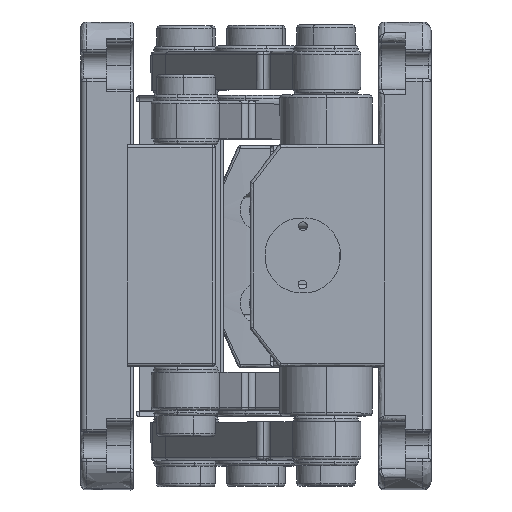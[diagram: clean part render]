
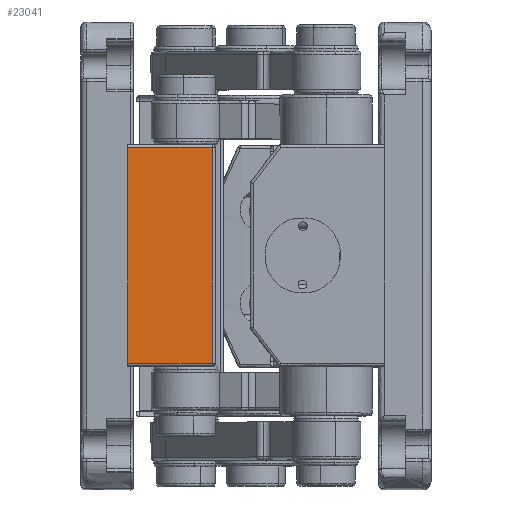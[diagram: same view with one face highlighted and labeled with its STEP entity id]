
A CAD part, top view. The second image highlights one B-rep face of the part: STEP entity #23041.
In plain terms, the highlighted free-form (B-spline) face has degree [1, 1] with [2, 2] control points.
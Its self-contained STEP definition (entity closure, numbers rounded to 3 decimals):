
#1394 = CARTESIAN_POINT ( 'NONE',  ( 8., 18.5, 60. ) ) ;
#4069 = CARTESIAN_POINT ( 'NONE',  ( 22.5, 18.5, 60. ) ) ;
#10494 = ORIENTED_EDGE ( 'NONE', *, *, #133951, .T. ) ;
#13309 = B_SPLINE_CURVE_WITH_KNOTS ( 'NONE', 1,
 ( #33458, #20004 ),
 .UNSPECIFIED., .F., .F.,
 ( 2, 2 ),
 ( 0., 1. ),
 .UNSPECIFIED. ) ;
#20004 = CARTESIAN_POINT ( 'NONE',  ( 8., 18.5, 60. ) ) ;
#23041 = ADVANCED_FACE ( 'NONE', ( #94132 ), #142951, .T. ) ;
#23958 = EDGE_CURVE ( 'NONE', #119125, #77341, #108913, .T. ) ;
#29725 = EDGE_CURVE ( 'NONE', #47117, #77341, #125177, .T. ) ;
#30113 = CARTESIAN_POINT ( 'NONE',  ( 22.5, -18.5, 60. ) ) ;
#30130 = B_SPLINE_CURVE_WITH_KNOTS ( 'NONE', 1,
 ( #30113, #153007 ),
 .UNSPECIFIED., .F., .F.,
 ( 2, 2 ),
 ( 0., 1. ),
 .UNSPECIFIED. ) ;
#33458 = CARTESIAN_POINT ( 'NONE',  ( 8., -18.5, 60. ) ) ;
#38793 = ORIENTED_EDGE ( 'NONE', *, *, #23958, .F. ) ;
#42701 = CARTESIAN_POINT ( 'NONE',  ( 22.5, -18.5, 60. ) ) ;
#47117 = VERTEX_POINT ( 'NONE', #78578 ) ;
#48453 = CARTESIAN_POINT ( 'NONE',  ( 8., -18.5, 60. ) ) ;
#56824 = EDGE_CURVE ( 'NONE', #119125, #91582, #30130, .T. ) ;
#65492 = CARTESIAN_POINT ( 'NONE',  ( 22.5, -18.5, 60. ) ) ;
#66683 = CARTESIAN_POINT ( 'NONE',  ( 8., 18.5, 60. ) ) ;
#77341 = VERTEX_POINT ( 'NONE', #147466 ) ;
#78578 = CARTESIAN_POINT ( 'NONE',  ( 8., 18.5, 60. ) ) ;
#91582 = VERTEX_POINT ( 'NONE', #48453 ) ;
#94132 = FACE_OUTER_BOUND ( 'NONE', #113875, .T. ) ;
#100164 = CARTESIAN_POINT ( 'NONE',  ( 22.5, -18.5, 60. ) ) ;
#108913 = B_SPLINE_CURVE_WITH_KNOTS ( 'NONE', 1,
 ( #100164, #123217 ),
 .UNSPECIFIED., .F., .F.,
 ( 2, 2 ),
 ( -1., 0. ),
 .UNSPECIFIED. ) ;
#113875 = EDGE_LOOP ( 'NONE', ( #119703, #10494, #124767, #38793 ) ) ;
#119125 = VERTEX_POINT ( 'NONE', #42701 ) ;
#119703 = ORIENTED_EDGE ( 'NONE', *, *, #56824, .T. ) ;
#123217 = CARTESIAN_POINT ( 'NONE',  ( 22.5, 18.5, 60. ) ) ;
#124767 = ORIENTED_EDGE ( 'NONE', *, *, #29725, .T. ) ;
#125177 = B_SPLINE_CURVE_WITH_KNOTS ( 'NONE', 1,
 ( #66683, #140611 ),
 .UNSPECIFIED., .F., .F.,
 ( 2, 2 ),
 ( 0., 1. ),
 .UNSPECIFIED. ) ;
#133951 = EDGE_CURVE ( 'NONE', #91582, #47117, #13309, .T. ) ;
#140611 = CARTESIAN_POINT ( 'NONE',  ( 22.5, 18.5, 60. ) ) ;
#142951 = B_SPLINE_SURFACE_WITH_KNOTS ( 'NONE', 1, 1, ( 
 ( #151182, #65492 ),
 ( #1394, #4069 ) ),
 .UNSPECIFIED., .F., .F., .F.,
 ( 2, 2 ),
 ( 2, 2 ),
 ( 0., 1. ),
 ( 0., 1. ),
 .UNSPECIFIED. ) ;
#147466 = CARTESIAN_POINT ( 'NONE',  ( 22.5, 18.5, 60. ) ) ;
#151182 = CARTESIAN_POINT ( 'NONE',  ( 8., -18.5, 60. ) ) ;
#153007 = CARTESIAN_POINT ( 'NONE',  ( 8., -18.5, 60. ) ) ;
